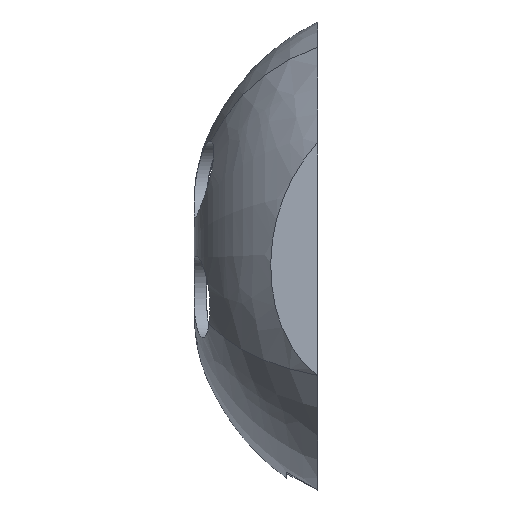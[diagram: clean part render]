
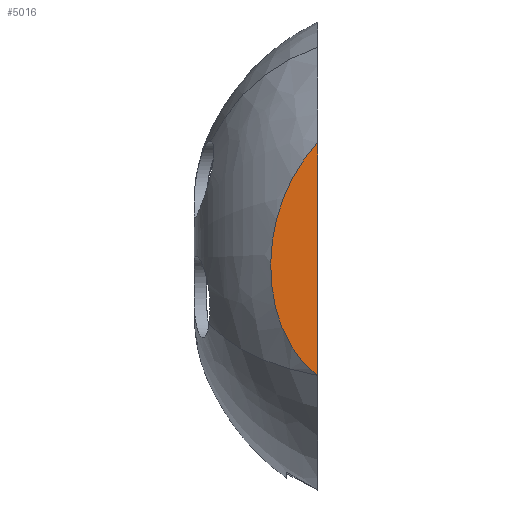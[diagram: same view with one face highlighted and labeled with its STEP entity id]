
A CAD part, left-side view. The second image highlights one B-rep face of the part: STEP entity #5016.
In plain terms, the highlighted planar face has unit normal (-1, 0, 0).
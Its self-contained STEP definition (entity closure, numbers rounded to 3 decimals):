
#43 = EDGE_LOOP ( 'NONE', ( #1613, #2017 ) ) ;
#196 = CARTESIAN_POINT ( 'NONE',  ( -18.907, 2.421, 12.335 ) ) ;
#323 = DIRECTION ( 'NONE',  ( 0., 0., 1. ) ) ;
#493 = CARTESIAN_POINT ( 'NONE',  ( -18.907, 3.294, 2.116 ) ) ;
#1110 = VERTEX_POINT ( 'NONE', #1721 ) ;
#1119 = CARTESIAN_POINT ( 'NONE',  ( -18.907, 0., 15.936 ) ) ;
#1273 = CARTESIAN_POINT ( 'NONE',  ( -18.907, 3.582, 8.595 ) ) ;
#1317 = CARTESIAN_POINT ( 'NONE',  ( -18.907, 3.787, 6.856 ) ) ;
#1417 = CARTESIAN_POINT ( 'NONE',  ( -18.907, 0., -8.493 ) ) ;
#1613 = ORIENTED_EDGE ( 'NONE', *, *, #3959, .T. ) ;
#1707 = CARTESIAN_POINT ( 'NONE',  ( -18.907, 0., 15.936 ) ) ;
#1721 = CARTESIAN_POINT ( 'NONE',  ( -18.907, 0., -2.919 ) ) ;
#1973 = CARTESIAN_POINT ( 'NONE',  ( -18.907, 0., -2.919 ) ) ;
#2017 = ORIENTED_EDGE ( 'NONE', *, *, #2649, .T. ) ;
#2134 = CARTESIAN_POINT ( 'NONE',  ( -18.907, 1.132, 14.6 ) ) ;
#2144 = CARTESIAN_POINT ( 'NONE',  ( -18.907, 2.599, 11.932 ) ) ;
#2269 = CARTESIAN_POINT ( 'NONE',  ( -18.907, 0., 0. ) ) ;
#2649 = EDGE_CURVE ( 'NONE', #1110, #4769, #7241, .T. ) ;
#2732 = CARTESIAN_POINT ( 'NONE',  ( -18.907, 3.593, 3.398 ) ) ;
#2754 = CARTESIAN_POINT ( 'NONE',  ( -18.907, 3.509, 2.97 ) ) ;
#2975 = CARTESIAN_POINT ( 'NONE',  ( -18.907, 3.651, 8.164 ) ) ;
#3028 = CARTESIAN_POINT ( 'NONE',  ( -18.907, 2.287, -0.296 ) ) ;
#3556 = B_SPLINE_CURVE_WITH_KNOTS ( 'NONE', 3,
 ( #1119, #5620, #2134, #5722, #4595, #196, #2144, #6069, #7153, #1273, #2975, #6884, #1317, #6949, #5816, #2732, #2754, #493, #3850, #6513, #4775, #3028, #4109, #4441, #3936, #1973 ),
 .UNSPECIFIED., .F., .F.,
 ( 4, 2, 2, 2, 2, 2, 2, 2, 2, 2, 2, 2, 4 ),
 ( 0., 0.003, 0.004, 0.005, 0.008, 0.009, 0.01, 0.013, 0.014, 0.016, 0.017, 0.018, 0.021 ),
 .UNSPECIFIED. ) ;
#3850 = CARTESIAN_POINT ( 'NONE',  ( -18.907, 3.165, 1.697 ) ) ;
#3936 = CARTESIAN_POINT ( 'NONE',  ( -18.907, 0.708, -2.387 ) ) ;
#3959 = EDGE_CURVE ( 'NONE', #4769, #1110, #3556, .T. ) ;
#3991 = DIRECTION ( 'NONE',  ( 1., 0., 0. ) ) ;
#4109 = CARTESIAN_POINT ( 'NONE',  ( -18.907, 2.059, -0.676 ) ) ;
#4441 = CARTESIAN_POINT ( 'NONE',  ( -18.907, 1.303, -1.753 ) ) ;
#4595 = CARTESIAN_POINT ( 'NONE',  ( -18.907, 2.031, 13.116 ) ) ;
#4769 = VERTEX_POINT ( 'NONE', #1707 ) ;
#4775 = CARTESIAN_POINT ( 'NONE',  ( -18.907, 2.687, 0.48 ) ) ;
#5016 = ADVANCED_FACE ( 'NONE', ( #7063 ), #5682, .F. ) ;
#5021 = VECTOR ( 'NONE', #323, 1000. ) ;
#5620 = CARTESIAN_POINT ( 'NONE',  ( -18.907, 0.606, 15.292 ) ) ;
#5682 = PLANE ( 'NONE',  #6415 ) ;
#5722 = CARTESIAN_POINT ( 'NONE',  ( -18.907, 1.819, 13.496 ) ) ;
#5816 = CARTESIAN_POINT ( 'NONE',  ( -18.907, 3.783, 4.687 ) ) ;
#6069 = CARTESIAN_POINT ( 'NONE',  ( -18.907, 3.077, 10.709 ) ) ;
#6415 = AXIS2_PLACEMENT_3D ( 'NONE', #2269, #3991, #6898 ) ;
#6513 = CARTESIAN_POINT ( 'NONE',  ( -18.907, 2.862, 0.88 ) ) ;
#6884 = CARTESIAN_POINT ( 'NONE',  ( -18.907, 3.754, 7.293 ) ) ;
#6898 = DIRECTION ( 'NONE',  ( 0., 1., 0. ) ) ;
#6949 = CARTESIAN_POINT ( 'NONE',  ( -18.907, 3.829, 5.552 ) ) ;
#7063 = FACE_OUTER_BOUND ( 'NONE', #43, .T. ) ;
#7153 = CARTESIAN_POINT ( 'NONE',  ( -18.907, 3.321, 9.875 ) ) ;
#7241 = LINE ( 'NONE', #1417, #5021 ) ;
